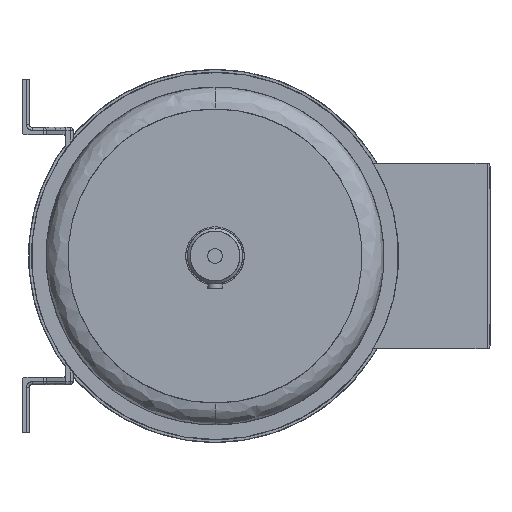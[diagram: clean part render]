
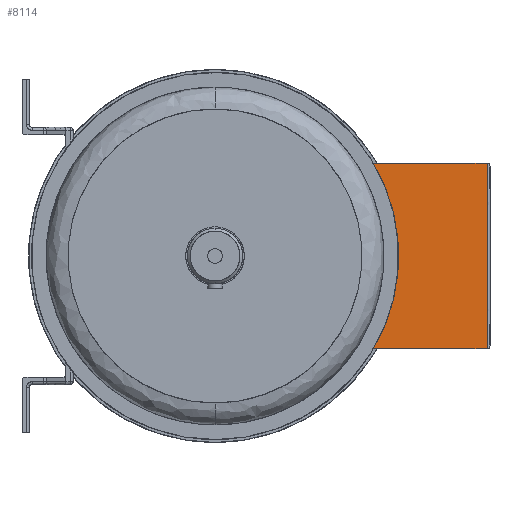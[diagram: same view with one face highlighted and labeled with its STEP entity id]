
A CAD part, left-side view. The second image highlights one B-rep face of the part: STEP entity #8114.
In plain terms, the highlighted free-form (B-spline) face has degree [1, 1] with [2, 2] control points.
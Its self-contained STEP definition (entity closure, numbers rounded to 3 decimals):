
#8114 = ADVANCED_FACE('',(#8115),#8128,.T.);
#8115 = FACE_BOUND('',#8116,.T.);
#8116 = EDGE_LOOP('',(#8117,#8138,#8152,#8166));
#8117 = ORIENTED_EDGE('',*,*,#8118,.T.);
#8118 = EDGE_CURVE('',#8119,#8121,#8123,.T.);
#8119 = VERTEX_POINT('',#8120);
#8120 = CARTESIAN_POINT('',(50.5,-108.25,-63.5));
#8121 = VERTEX_POINT('',#8122);
#8122 = CARTESIAN_POINT('',(50.5,-186.,-63.5));
#8123 = SURFACE_CURVE('',#8124,(#8127),.PCURVE_S1.);
#8124 = B_SPLINE_CURVE_WITH_KNOTS('',1,(#8125,#8126),.UNSPECIFIED.,.F.,
  .F.,(2,2),(-0.08,-0.002),.PIECEWISE_BEZIER_KNOTS.);
#8125 = CARTESIAN_POINT('',(50.5,-108.25,-63.5));
#8126 = CARTESIAN_POINT('',(50.5,-186.,-63.5));
#8127 = PCURVE('',#8128,#8133);
#8128 = B_SPLINE_SURFACE_WITH_KNOTS('',1,1,(
    (#8129,#8130)
    ,(#8131,#8132
  )),.UNSPECIFIED.,.F.,.F.,.F.,(2,2),(2,2),(-1.,0.),(0.,1.),
  .PIECEWISE_BEZIER_KNOTS.);
#8129 = CARTESIAN_POINT('',(50.5,-186.,-63.5));
#8130 = CARTESIAN_POINT('',(50.5,-107.783,-63.5));
#8131 = CARTESIAN_POINT('',(50.5,-186.,63.5));
#8132 = CARTESIAN_POINT('',(50.5,-107.783,63.5));
#8133 = DEFINITIONAL_REPRESENTATION('',(#8134),#8137);
#8134 = B_SPLINE_CURVE_WITH_KNOTS('',1,(#8135,#8136),.UNSPECIFIED.,.F.,
  .F.,(2,2),(-0.08,-0.002),.PIECEWISE_BEZIER_KNOTS.);
#8135 = CARTESIAN_POINT('',(-1.,0.994));
#8136 = CARTESIAN_POINT('',(-1.,0.));
#8137 = ( GEOMETRIC_REPRESENTATION_CONTEXT(2) 
PARAMETRIC_REPRESENTATION_CONTEXT() REPRESENTATION_CONTEXT('2D SPACE',''
  ) );
#8138 = ORIENTED_EDGE('',*,*,#8139,.T.);
#8139 = EDGE_CURVE('',#8121,#8140,#8142,.T.);
#8140 = VERTEX_POINT('',#8141);
#8141 = CARTESIAN_POINT('',(50.5,-186.,63.5));
#8142 = SURFACE_CURVE('',#8143,(#8146),.PCURVE_S1.);
#8143 = B_SPLINE_CURVE_WITH_KNOTS('',1,(#8144,#8145),.UNSPECIFIED.,.F.,
  .F.,(2,2),(-0.127,0.),.PIECEWISE_BEZIER_KNOTS.);
#8144 = CARTESIAN_POINT('',(50.5,-186.,-63.5));
#8145 = CARTESIAN_POINT('',(50.5,-186.,63.5));
#8146 = PCURVE('',#8128,#8147);
#8147 = DEFINITIONAL_REPRESENTATION('',(#8148),#8151);
#8148 = B_SPLINE_CURVE_WITH_KNOTS('',1,(#8149,#8150),.UNSPECIFIED.,.F.,
  .F.,(2,2),(-0.127,0.),.PIECEWISE_BEZIER_KNOTS.);
#8149 = CARTESIAN_POINT('',(-1.,0.));
#8150 = CARTESIAN_POINT('',(0.,0.));
#8151 = ( GEOMETRIC_REPRESENTATION_CONTEXT(2) 
PARAMETRIC_REPRESENTATION_CONTEXT() REPRESENTATION_CONTEXT('2D SPACE',''
  ) );
#8152 = ORIENTED_EDGE('',*,*,#8153,.T.);
#8153 = EDGE_CURVE('',#8140,#8154,#8156,.T.);
#8154 = VERTEX_POINT('',#8155);
#8155 = CARTESIAN_POINT('',(50.5,-108.25,63.5));
#8156 = SURFACE_CURVE('',#8157,(#8160),.PCURVE_S1.);
#8157 = B_SPLINE_CURVE_WITH_KNOTS('',1,(#8158,#8159),.UNSPECIFIED.,.F.,
  .F.,(2,2),(0.002,0.08),.PIECEWISE_BEZIER_KNOTS.);
#8158 = CARTESIAN_POINT('',(50.5,-186.,63.5));
#8159 = CARTESIAN_POINT('',(50.5,-108.25,63.5));
#8160 = PCURVE('',#8128,#8161);
#8161 = DEFINITIONAL_REPRESENTATION('',(#8162),#8165);
#8162 = B_SPLINE_CURVE_WITH_KNOTS('',1,(#8163,#8164),.UNSPECIFIED.,.F.,
  .F.,(2,2),(0.002,0.08),.PIECEWISE_BEZIER_KNOTS.);
#8163 = CARTESIAN_POINT('',(0.,0.));
#8164 = CARTESIAN_POINT('',(0.,0.994));
#8165 = ( GEOMETRIC_REPRESENTATION_CONTEXT(2) 
PARAMETRIC_REPRESENTATION_CONTEXT() REPRESENTATION_CONTEXT('2D SPACE',''
  ) );
#8166 = ORIENTED_EDGE('',*,*,#8167,.T.);
#8167 = EDGE_CURVE('',#8154,#8119,#8168,.T.);
#8168 = SURFACE_CURVE('',#8169,(#8174),.PCURVE_S1.);
#8169 = ( BOUNDED_CURVE() B_SPLINE_CURVE(3,(#8170,#8171,#8172,#8173),
.UNSPECIFIED.,.F.,.F.) B_SPLINE_CURVE_WITH_KNOTS((4,4),(4.182,
5.243),.PIECEWISE_BEZIER_KNOTS.) CURVE() 
GEOMETRIC_REPRESENTATION_ITEM() RATIONAL_B_SPLINE_CURVE((1.,
0.908,0.908,1.)) REPRESENTATION_ITEM('') );
#8170 = CARTESIAN_POINT('',(50.5,-108.25,63.5));
#8171 = CARTESIAN_POINT('',(50.5,-131.83,23.302));
#8172 = CARTESIAN_POINT('',(50.5,-131.83,-23.302));
#8173 = CARTESIAN_POINT('',(50.5,-108.25,-63.5));
#8174 = PCURVE('',#8128,#8175);
#8175 = DEFINITIONAL_REPRESENTATION('',(#8176),#8202);
#8176 = B_SPLINE_CURVE_WITH_KNOTS('',3,(#8177,#8178,#8179,#8180,#8181,
    #8182,#8183,#8184,#8185,#8186,#8187,#8188,#8189,#8190,#8191,#8192,
    #8193,#8194,#8195,#8196,#8197,#8198,#8199,#8200,#8201),
  .UNSPECIFIED.,.F.,.F.,(4,1,1,1,1,1,1,1,1,1,1,1,1,1,1,1,1,1,1,1,1,1,4),
  (4.182,4.23,4.278,4.327,
    4.375,4.423,4.471,4.519,
    4.568,4.616,4.664,4.712,
    4.761,4.809,4.857,4.905,
    4.954,5.002,5.05,5.098,
    5.146,5.195,5.243),
  .QUASI_UNIFORM_KNOTS.);
#8177 = CARTESIAN_POINT('',(0.,0.994));
#8178 = CARTESIAN_POINT('',(-0.013,0.982));
#8179 = CARTESIAN_POINT('',(-0.04,0.958));
#8180 = CARTESIAN_POINT('',(-0.081,0.924));
#8181 = CARTESIAN_POINT('',(-0.124,0.894));
#8182 = CARTESIAN_POINT('',(-0.168,0.866));
#8183 = CARTESIAN_POINT('',(-0.213,0.842));
#8184 = CARTESIAN_POINT('',(-0.259,0.821));
#8185 = CARTESIAN_POINT('',(-0.307,0.804));
#8186 = CARTESIAN_POINT('',(-0.354,0.79));
#8187 = CARTESIAN_POINT('',(-0.403,0.781));
#8188 = CARTESIAN_POINT('',(-0.451,0.775));
#8189 = CARTESIAN_POINT('',(-0.5,0.773));
#8190 = CARTESIAN_POINT('',(-0.549,0.775));
#8191 = CARTESIAN_POINT('',(-0.597,0.781));
#8192 = CARTESIAN_POINT('',(-0.646,0.79));
#8193 = CARTESIAN_POINT('',(-0.693,0.804));
#8194 = CARTESIAN_POINT('',(-0.741,0.821));
#8195 = CARTESIAN_POINT('',(-0.787,0.842));
#8196 = CARTESIAN_POINT('',(-0.832,0.866));
#8197 = CARTESIAN_POINT('',(-0.876,0.894));
#8198 = CARTESIAN_POINT('',(-0.919,0.924));
#8199 = CARTESIAN_POINT('',(-0.96,0.958));
#8200 = CARTESIAN_POINT('',(-0.987,0.982));
#8201 = CARTESIAN_POINT('',(-1.,0.994));
#8202 = ( GEOMETRIC_REPRESENTATION_CONTEXT(2) 
PARAMETRIC_REPRESENTATION_CONTEXT() REPRESENTATION_CONTEXT('2D SPACE',''
  ) );
